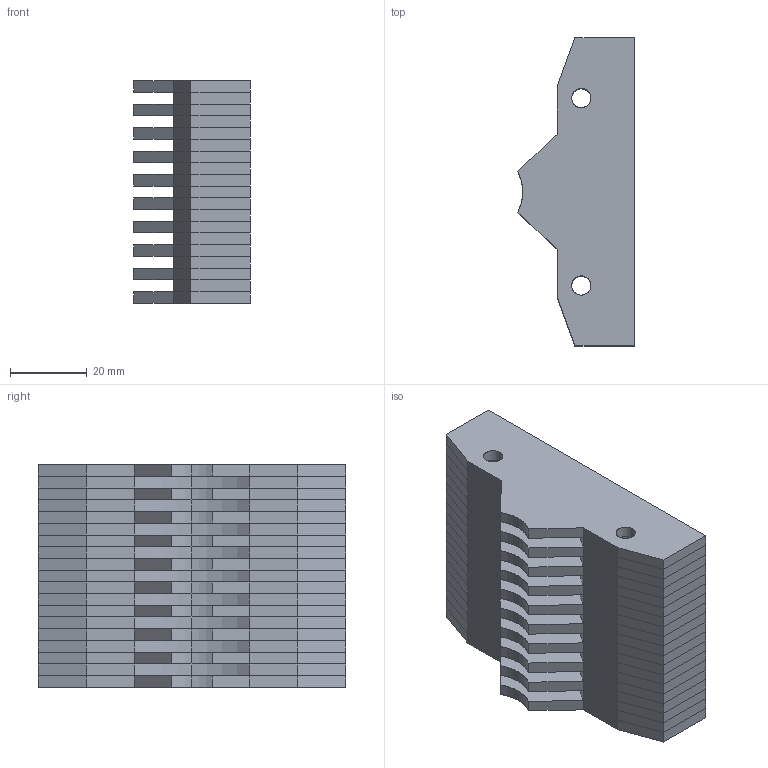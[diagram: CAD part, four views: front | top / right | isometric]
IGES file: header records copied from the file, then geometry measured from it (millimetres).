
Start section: SolidWorks IGES file using analytic representation for surfaces
Global section: file name: pièce cisaille.IGS; native system: SolidWorks 2017; preprocessor: SolidWorks 2017; author: VincentR; date: 190128.114827; units: millimetre
Bounding box: 30.35 x 80 x 57.9 mm (x, y, z)
Surface area: 72617.4 mm2 (no closed solid volume)
Topology: 0 solids, 0 shells, 305 faces, 4110 edges, 4110 vertices
Faces by surface type: bspline 191, revolution 114
